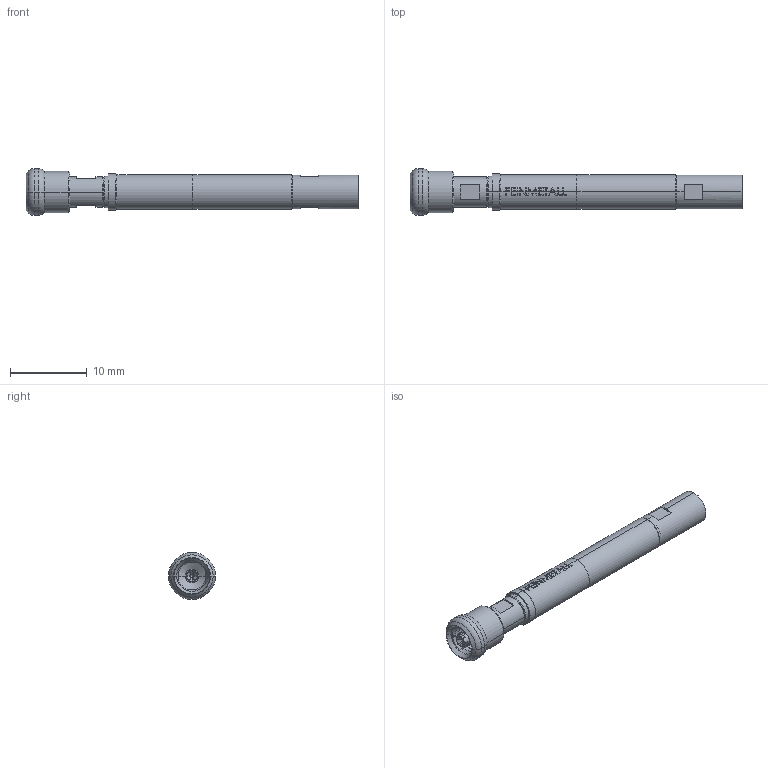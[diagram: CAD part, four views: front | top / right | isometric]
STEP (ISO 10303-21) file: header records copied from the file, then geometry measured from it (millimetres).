
FILE_DESCRIPTION (( 'STEP AP214' ), '1' );
FILE_NAME ('MOD-1103188-HF86055B0033G950.STEP', '2022-12-06T13:01:48', ( '' ), ( '' ), 'SwSTEP 2.0', 'SolidWorks 2020', '' );
FILE_SCHEMA (( 'AUTOMOTIVE_DESIGN' ));
Length unit declared in the file: millimetre
Products named in the file (1): MOD-1103188-HF86055B0033G950
Bounding box: 43.2 x 6.1 x 6.1 mm (x, y, z)
Volume: 698.6 mm3; surface area: 1505 mm2
Topology: 8 solids, 8 shells, 443 faces, 1132 edges, 715 vertices
Faces by surface type: plane 175, cylinder 136, cone 102, bspline 18, torus 12
Entity records: 17492 total; most frequent: CARTESIAN_POINT 3267, ORIENTED_EDGE 2252, DIRECTION 2216, EDGE_CURVE 1126, AXIS2_PLACEMENT_3D 866, VERTEX_POINT 715, VECTOR 484, LINE 484
